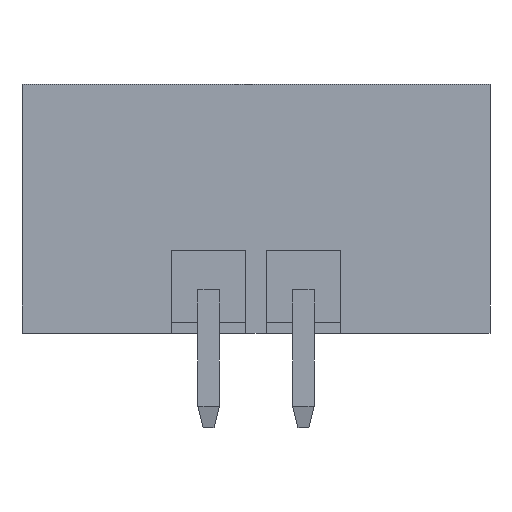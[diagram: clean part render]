
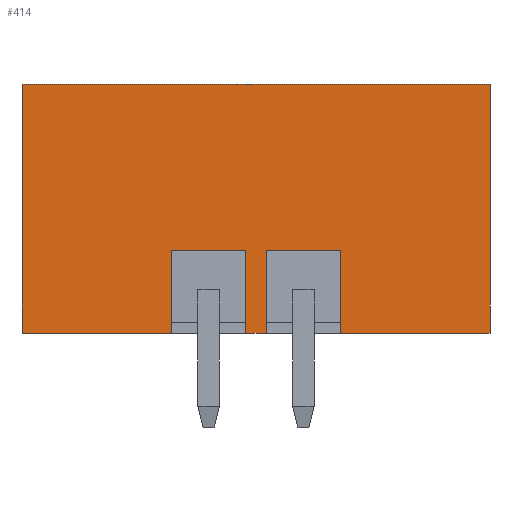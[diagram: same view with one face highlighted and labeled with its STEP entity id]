
A CAD part, front view. The second image highlights one B-rep face of the part: STEP entity #414.
In plain terms, the highlighted planar face has unit normal (0, -1, 0).
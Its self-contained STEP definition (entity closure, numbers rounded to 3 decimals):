
#414 = ADVANCED_FACE( '', ( #836 ), #837, .F. );
#836 = FACE_OUTER_BOUND( '', #1272, .T. );
#837 = PLANE( '', #1273 );
#1272 = EDGE_LOOP( '', ( #2230, #2231, #2232, #2233, #2234, #2235, #2236, #2237, #2238, #2239, #2240, #2241 ) );
#1273 = AXIS2_PLACEMENT_3D( '', #2242, #2243, #2244 );
#2230 = ORIENTED_EDGE( '', *, *, #2951, .F. );
#2231 = ORIENTED_EDGE( '', *, *, #2719, .T. );
#2232 = ORIENTED_EDGE( '', *, *, #2962, .F. );
#2233 = ORIENTED_EDGE( '', *, *, #2675, .F. );
#2234 = ORIENTED_EDGE( '', *, *, #2803, .F. );
#2235 = ORIENTED_EDGE( '', *, *, #3023, .T. );
#2236 = ORIENTED_EDGE( '', *, *, #2969, .F. );
#2237 = ORIENTED_EDGE( '', *, *, #3024, .F. );
#2238 = ORIENTED_EDGE( '', *, *, #2846, .T. );
#2239 = ORIENTED_EDGE( '', *, *, #2800, .T. );
#2240 = ORIENTED_EDGE( '', *, *, #2964, .F. );
#2241 = ORIENTED_EDGE( '', *, *, #3025, .F. );
#2242 = CARTESIAN_POINT( '', ( 8.65, -3.6, 4.6 ) );
#2243 = DIRECTION( '', ( 0., 1., 0. ) );
#2244 = DIRECTION( '', ( 0., 0., 1. ) );
#2675 = EDGE_CURVE( '', #3189, #3191, #3192, .T. );
#2719 = EDGE_CURVE( '', #3264, #3265, #3266, .T. );
#2800 = EDGE_CURVE( '', #3395, #3399, #3401, .T. );
#2803 = EDGE_CURVE( '', #3403, #3189, #3405, .F. );
#2846 = EDGE_CURVE( '', #3475, #3395, #3476, .T. );
#2951 = EDGE_CURVE( '', #3264, #3626, #3627, .F. );
#2962 = EDGE_CURVE( '', #3191, #3265, #3644, .T. );
#2964 = EDGE_CURVE( '', #3645, #3399, #3647, .T. );
#2969 = EDGE_CURVE( '', #3653, #3655, #3656, .T. );
#3023 = EDGE_CURVE( '', #3403, #3655, #3716, .T. );
#3024 = EDGE_CURVE( '', #3475, #3653, #3717, .T. );
#3025 = EDGE_CURVE( '', #3626, #3645, #3718, .T. );
#3189 = VERTEX_POINT( '', #3932 );
#3191 = VERTEX_POINT( '', #3935 );
#3192 = LINE( '', #3936, #3937 );
#3264 = VERTEX_POINT( '', #4043 );
#3265 = VERTEX_POINT( '', #4044 );
#3266 = LINE( '', #4045, #4046 );
#3395 = VERTEX_POINT( '', #4348 );
#3399 = VERTEX_POINT( '', #4354 );
#3401 = LINE( '', #4357, #4358 );
#3403 = VERTEX_POINT( '', #4360 );
#3405 = LINE( '', #4363, #4364 );
#3475 = VERTEX_POINT( '', #4464 );
#3476 = LINE( '', #4465, #4466 );
#3626 = VERTEX_POINT( '', #4810 );
#3627 = LINE( '', #4811, #4812 );
#3644 = LINE( '', #4838, #4839 );
#3645 = VERTEX_POINT( '', #4840 );
#3647 = LINE( '', #4843, #4844 );
#3653 = VERTEX_POINT( '', #4853 );
#3655 = VERTEX_POINT( '', #4856 );
#3656 = LINE( '', #4857, #4858 );
#3716 = LINE( '', #4949, #4950 );
#3717 = LINE( '', #4951, #4952 );
#3718 = LINE( '', #4953, #4954 );
#3932 = CARTESIAN_POINT( '', ( 0.375, -3.6, -1.55 ) );
#3935 = CARTESIAN_POINT( '', ( 0.375, -3.6, -4.6 ) );
#3936 = CARTESIAN_POINT( '', ( 0.375, -3.6, -1.55 ) );
#3937 = VECTOR( '', #5129, 1000. );
#4043 = CARTESIAN_POINT( '', ( -0.375, -3.6, -1.55 ) );
#4044 = CARTESIAN_POINT( '', ( -0.375, -3.6, -4.6 ) );
#4045 = CARTESIAN_POINT( '', ( -0.375, -3.6, -1.55 ) );
#4046 = VECTOR( '', #5164, 1000. );
#4348 = CARTESIAN_POINT( '', ( -8.65, -3.6, 4.6 ) );
#4354 = CARTESIAN_POINT( '', ( -8.65, -3.6, -4.6 ) );
#4357 = CARTESIAN_POINT( '', ( -8.65, -3.6, 4.6 ) );
#4358 = VECTOR( '', #5239, 1000. );
#4360 = CARTESIAN_POINT( '', ( 3.125, -3.6, -1.55 ) );
#4363 = CARTESIAN_POINT( '', ( 0.375, -3.6, -1.55 ) );
#4364 = VECTOR( '', #5241, 1000. );
#4464 = CARTESIAN_POINT( '', ( 8.65, -3.6, 4.6 ) );
#4465 = CARTESIAN_POINT( '', ( 8.65, -3.6, 4.6 ) );
#4466 = VECTOR( '', #5281, 1000. );
#4810 = CARTESIAN_POINT( '', ( -3.125, -3.6, -1.55 ) );
#4811 = CARTESIAN_POINT( '', ( -3.125, -3.6, -1.55 ) );
#4812 = VECTOR( '', #5365, 1000. );
#4838 = CARTESIAN_POINT( '', ( 8.65, -3.6, -4.6 ) );
#4839 = VECTOR( '', #5375, 1000. );
#4840 = CARTESIAN_POINT( '', ( -3.125, -3.6, -4.6 ) );
#4843 = CARTESIAN_POINT( '', ( 8.65, -3.6, -4.6 ) );
#4844 = VECTOR( '', #5377, 1000. );
#4853 = CARTESIAN_POINT( '', ( 8.65, -3.6, -4.6 ) );
#4856 = CARTESIAN_POINT( '', ( 3.125, -3.6, -4.6 ) );
#4857 = CARTESIAN_POINT( '', ( 8.65, -3.6, -4.6 ) );
#4858 = VECTOR( '', #5382, 1000. );
#4949 = CARTESIAN_POINT( '', ( 3.125, -3.6, -1.55 ) );
#4950 = VECTOR( '', #5414, 1000. );
#4951 = CARTESIAN_POINT( '', ( 8.65, -3.6, 4.6 ) );
#4952 = VECTOR( '', #5415, 1000. );
#4953 = CARTESIAN_POINT( '', ( -3.125, -3.6, -1.55 ) );
#4954 = VECTOR( '', #5416, 1000. );
#5129 = DIRECTION( '', ( 0., 0., -1. ) );
#5164 = DIRECTION( '', ( 0., 0., -1. ) );
#5239 = DIRECTION( '', ( 0., 0., -1. ) );
#5241 = DIRECTION( '', ( 1., 0., 0. ) );
#5281 = DIRECTION( '', ( -1., 0., 0. ) );
#5365 = DIRECTION( '', ( 1., 0., 0. ) );
#5375 = DIRECTION( '', ( -1., 0., 0. ) );
#5377 = DIRECTION( '', ( -1., 0., 0. ) );
#5382 = DIRECTION( '', ( -1., 0., 0. ) );
#5414 = DIRECTION( '', ( 0., 0., -1. ) );
#5415 = DIRECTION( '', ( 0., 0., -1. ) );
#5416 = DIRECTION( '', ( 0., 0., -1. ) );
